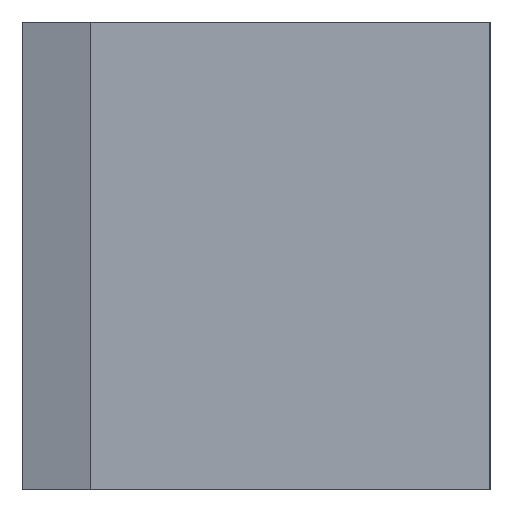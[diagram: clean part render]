
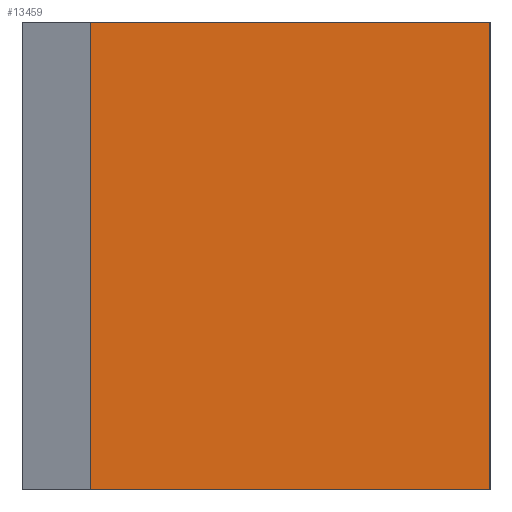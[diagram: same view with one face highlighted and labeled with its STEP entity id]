
A CAD part, left-side view. The second image highlights one B-rep face of the part: STEP entity #13459.
In plain terms, the highlighted planar face has unit normal (-1, 0, 0).
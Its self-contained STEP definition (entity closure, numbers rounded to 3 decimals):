
#653=FACE_OUTER_BOUND('',#1295,.T.);
#1295=EDGE_LOOP('',(#10891,#10892,#10893,#10894));
#3212=LINE('',#21161,#5132);
#3214=LINE('',#21165,#5134);
#3215=LINE('',#21167,#5135);
#3216=LINE('',#21168,#5136);
#5132=VECTOR('',#17316,1.);
#5134=VECTOR('',#17320,1.);
#5135=VECTOR('',#17321,1.);
#5136=VECTOR('',#17322,1.);
#6415=VERTEX_POINT('',#21158);
#6416=VERTEX_POINT('',#21160);
#6417=VERTEX_POINT('',#21164);
#6418=VERTEX_POINT('',#21166);
#8332=EDGE_CURVE('',#6416,#6415,#3212,.T.);
#8334=EDGE_CURVE('',#6415,#6417,#3214,.T.);
#8335=EDGE_CURVE('',#6418,#6417,#3215,.T.);
#8336=EDGE_CURVE('',#6416,#6418,#3216,.T.);
#10891=ORIENTED_EDGE('',*,*,#8334,.T.);
#10892=ORIENTED_EDGE('',*,*,#8335,.F.);
#10893=ORIENTED_EDGE('',*,*,#8336,.F.);
#10894=ORIENTED_EDGE('',*,*,#8332,.T.);
#12817=PLANE('',#14121);
#13459=ADVANCED_FACE('',(#653),#12817,.T.);
#14121=AXIS2_PLACEMENT_3D('',#21163,#17318,#17319);
#17316=DIRECTION('',(0.,0.,-1.));
#17318=DIRECTION('center_axis',(-1.,0.,0.));
#17319=DIRECTION('ref_axis',(0.,0.,1.));
#17320=DIRECTION('',(0.,-1.,0.));
#17321=DIRECTION('',(0.,0.,-1.));
#17322=DIRECTION('',(0.,-1.,0.));
#21158=CARTESIAN_POINT('',(0.,12.8,-7.5));
#21160=CARTESIAN_POINT('',(0.,12.8,7.5));
#21161=CARTESIAN_POINT('',(0.,12.8,7.5));
#21163=CARTESIAN_POINT('Origin',(0.,12.8,7.5));
#21164=CARTESIAN_POINT('',(0.,0.,-7.5));
#21165=CARTESIAN_POINT('',(0.,12.8,-7.5));
#21166=CARTESIAN_POINT('',(0.,0.,7.5));
#21167=CARTESIAN_POINT('',(0.,0.,7.5));
#21168=CARTESIAN_POINT('',(0.,12.8,7.5));
